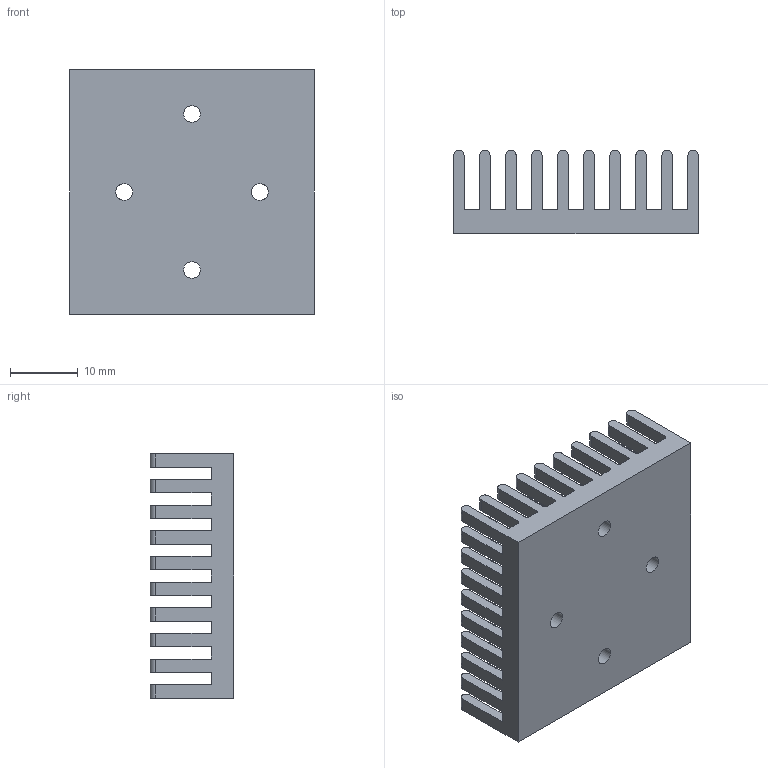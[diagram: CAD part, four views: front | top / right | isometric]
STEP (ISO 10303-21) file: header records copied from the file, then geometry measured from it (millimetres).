
FILE_DESCRIPTION(('FreeCAD Model'),'2;1');
FILE_NAME('HeatSink_FischerElektronik__ICK_PGA_14_x_14_x_12.step','2017-07-17T22:15:20',('Author'),(''), 'Open CASCADE STEP processor 7.1','FreeCAD','Unknown');
FILE_SCHEMA(('AUTOMOTIVE_DESIGN_CC2 { 1 2 10303 214 -1 1 5 4 }'));
Length unit declared in the file: millimetre
Products named in the file (1): Pocket_drill_M3
Bounding box: 36 x 12.3 x 36 mm (x, y, z)
Volume: 6915.4 mm3; surface area: 9187.1 mm2
Topology: 1 solids, 1 shells, 598 faces, 1800 edges, 1200 vertices
Faces by surface type: plane 314, cylinder 284
Full cylindrical faces by diameter (mm): 2.5 x4
Entity records: 44189 total; most frequent: CARTESIAN_POINT 10705, DIRECTION 5774, ORIENTED_EDGE 3600, PCURVE 3600, DEFINITIONAL_REPRESENTATION 3600, LINE 3146, VECTOR 3146, EDGE_CURVE 1800
